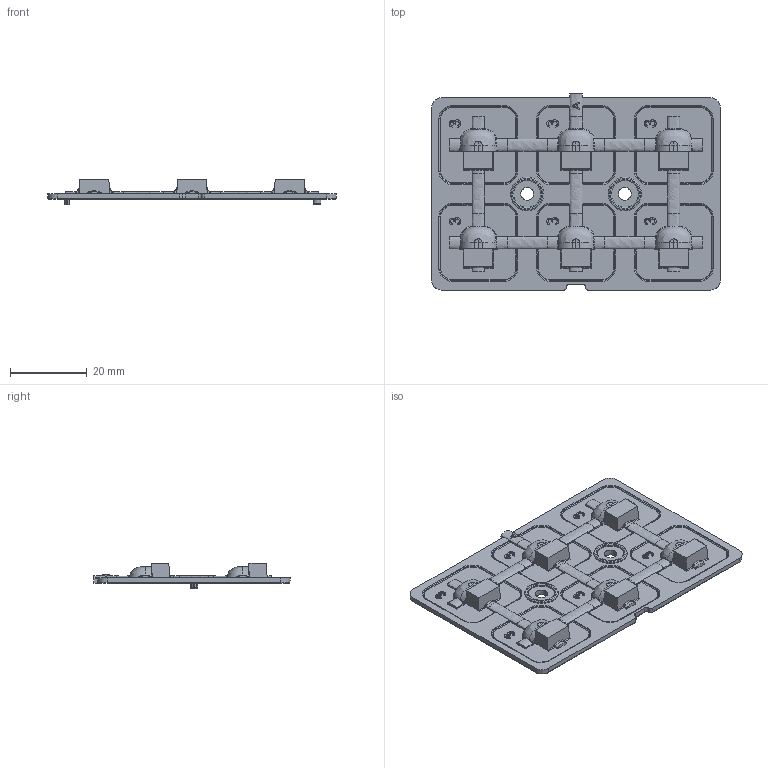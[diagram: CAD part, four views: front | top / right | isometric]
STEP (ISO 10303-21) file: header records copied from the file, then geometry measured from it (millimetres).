
FILE_DESCRIPTION (( 'STEP AP214' ), '1' );
FILE_NAME ('12774_70286_Rev-2_MH3x6_Customer.STEP', '2015-09-25T08:07:17', ( '' ), ( '' ), 'SwSTEP 2.0', 'SolidWorks 2014', '' );
FILE_SCHEMA (( 'AUTOMOTIVE_DESIGN' ));
Length unit declared in the file: millimetre
Products named in the file (1): 12774_70286_Rev-2_MH3x6_Customer
Bounding box: 75.02 x 51.01 x 6.67 mm (x, y, z)
Volume: 5659 mm3; surface area: 9117.4 mm2
Topology: 1 solids, 1 shells, 1111 faces, 2979 edges, 1890 vertices
Faces by surface type: bspline 427, cylinder 295, plane 256, torus 114, cone 14, sphere 5
Entity records: 51015 total; most frequent: CARTESIAN_POINT 26747, ORIENTED_EDGE 5946, DIRECTION 3821, EDGE_CURVE 2973, VERTEX_POINT 1890, AXIS2_PLACEMENT_3D 1352, EDGE_LOOP 1141, LINE 1117
